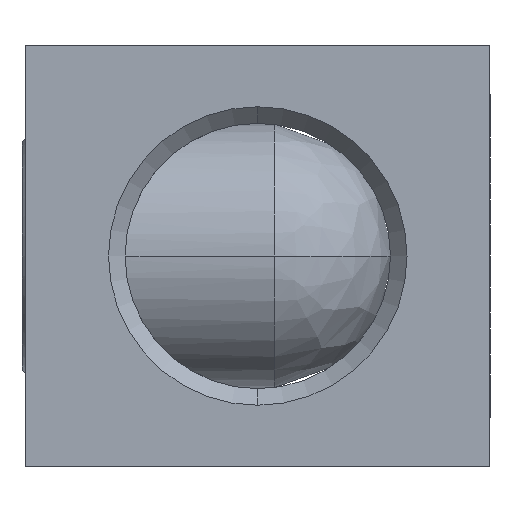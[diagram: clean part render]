
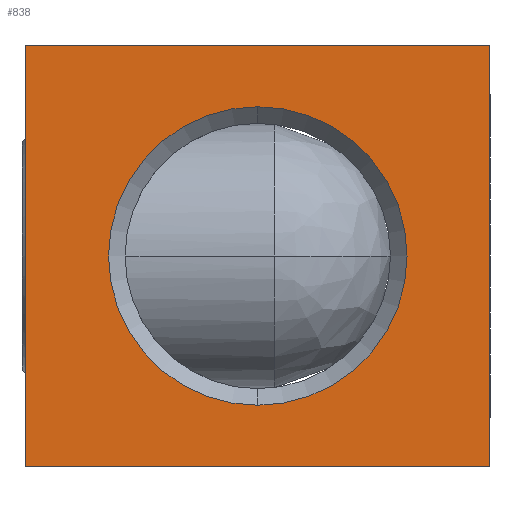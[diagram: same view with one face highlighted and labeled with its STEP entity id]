
A CAD part, left-side view. The second image highlights one B-rep face of the part: STEP entity #838.
In plain terms, the highlighted planar face has unit normal (-1, 0, 0).
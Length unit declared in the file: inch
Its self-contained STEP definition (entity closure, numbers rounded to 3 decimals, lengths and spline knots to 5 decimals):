
#10 = CARTESIAN_POINT ( 'NONE',  ( 0., 0.27559, -0.17717 ) ) ;
#24 = DIRECTION ( 'NONE',  ( 0., 0., 1. ) ) ;
#30 = EDGE_CURVE ( 'NONE', #204, #823, #219, .T. ) ;
#39 = VECTOR ( 'NONE', #310, 39.37008 ) ;
#49 = DIRECTION ( 'NONE',  ( 1., 0., 0. ) ) ;
#75 = DIRECTION ( 'NONE',  ( 0., 1., 0. ) ) ;
#95 = CARTESIAN_POINT ( 'NONE',  ( 0., 0.55118, -0.25 ) ) ;
#102 = CARTESIAN_POINT ( 'NONE',  ( 0., 0.27559, 0. ) ) ;
#151 = EDGE_CURVE ( 'NONE', #708, #204, #818, .T. ) ;
#204 = VERTEX_POINT ( 'NONE', #95 ) ;
#211 = LINE ( 'NONE', #316, #236 ) ;
#219 = LINE ( 'NONE', #318, #801 ) ;
#223 = CARTESIAN_POINT ( 'NONE',  ( 0., 0.27559, 0. ) ) ;
#236 = VECTOR ( 'NONE', #956, 39.37008 ) ;
#296 = CARTESIAN_POINT ( 'NONE',  ( 0., 0., -0.25 ) ) ;
#310 = DIRECTION ( 'NONE',  ( 0., 1., 0. ) ) ;
#315 = VERTEX_POINT ( 'NONE', #10 ) ;
#316 = CARTESIAN_POINT ( 'NONE',  ( 0., 0., 0.25 ) ) ;
#318 = CARTESIAN_POINT ( 'NONE',  ( 0., 0.55118, 0.25 ) ) ;
#332 = CARTESIAN_POINT ( 'NONE',  ( 0., 0., -0.25 ) ) ;
#374 = EDGE_CURVE ( 'NONE', #397, #823, #1044, .T. ) ;
#379 = CARTESIAN_POINT ( 'NONE',  ( 0., 0., 0.25 ) ) ;
#397 = VERTEX_POINT ( 'NONE', #379 ) ;
#398 = EDGE_CURVE ( 'NONE', #708, #397, #211, .T. ) ;
#417 = ORIENTED_EDGE ( 'NONE', *, *, #398, .T. ) ;
#423 = EDGE_CURVE ( 'NONE', #315, #928, #497, .T. ) ;
#453 = ORIENTED_EDGE ( 'NONE', *, *, #374, .T. ) ;
#460 = DIRECTION ( 'NONE',  ( 0., 0., 1. ) ) ;
#475 = FACE_OUTER_BOUND ( 'NONE', #741, .T. ) ;
#491 = ORIENTED_EDGE ( 'NONE', *, *, #423, .F. ) ;
#497 = CIRCLE ( 'NONE', #1050, 0.17717 ) ;
#511 = EDGE_LOOP ( 'NONE', ( #673, #491 ) ) ;
#545 = CIRCLE ( 'NONE', #696, 0.17717 ) ;
#551 = DIRECTION ( 'NONE',  ( 0., 0., 1. ) ) ;
#553 = PLANE ( 'NONE',  #855 ) ;
#587 = CARTESIAN_POINT ( 'NONE',  ( 0., 0.27559, 0.17717 ) ) ;
#624 = CARTESIAN_POINT ( 'NONE',  ( 0., 0.55118, 0.25 ) ) ;
#673 = ORIENTED_EDGE ( 'NONE', *, *, #755, .F. ) ;
#696 = AXIS2_PLACEMENT_3D ( 'NONE', #102, #768, #24 ) ;
#708 = VERTEX_POINT ( 'NONE', #296 ) ;
#709 = DIRECTION ( 'NONE',  ( 0., 1., 0. ) ) ;
#718 = ORIENTED_EDGE ( 'NONE', *, *, #30, .F. ) ;
#741 = EDGE_LOOP ( 'NONE', ( #417, #453, #718, #788 ) ) ;
#755 = EDGE_CURVE ( 'NONE', #928, #315, #545, .T. ) ;
#768 = DIRECTION ( 'NONE',  ( -1., 0., 0. ) ) ;
#781 = DIRECTION ( 'NONE',  ( -1., 0., 0. ) ) ;
#788 = ORIENTED_EDGE ( 'NONE', *, *, #151, .F. ) ;
#797 = CARTESIAN_POINT ( 'NONE',  ( 0., 0., 0.25 ) ) ;
#801 = VECTOR ( 'NONE', #551, 39.37008 ) ;
#811 = CARTESIAN_POINT ( 'NONE',  ( 0., 0., 0.25 ) ) ;
#818 = LINE ( 'NONE', #332, #1030 ) ;
#823 = VERTEX_POINT ( 'NONE', #624 ) ;
#838 = ADVANCED_FACE ( 'NONE', ( #475, #897 ), #553, .F. ) ;
#855 = AXIS2_PLACEMENT_3D ( 'NONE', #811, #49, #709 ) ;
#897 = FACE_BOUND ( 'NONE', #511, .T. ) ;
#928 = VERTEX_POINT ( 'NONE', #587 ) ;
#956 = DIRECTION ( 'NONE',  ( 0., 0., 1. ) ) ;
#1030 = VECTOR ( 'NONE', #75, 39.37008 ) ;
#1044 = LINE ( 'NONE', #797, #39 ) ;
#1050 = AXIS2_PLACEMENT_3D ( 'NONE', #223, #781, #460 ) ;
